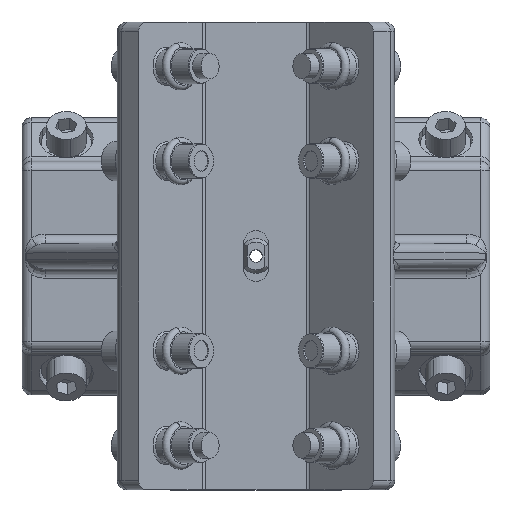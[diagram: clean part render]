
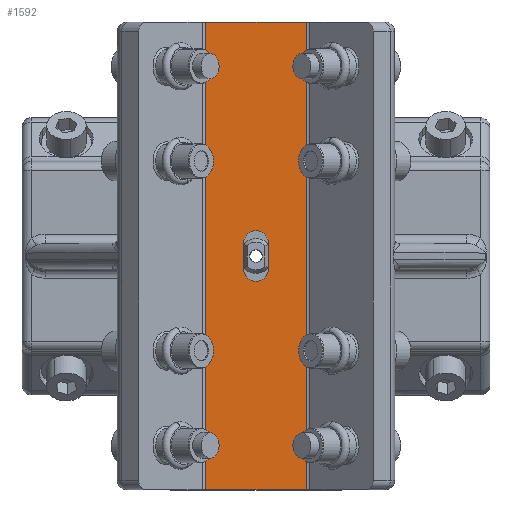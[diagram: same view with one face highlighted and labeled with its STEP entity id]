
A CAD part, top view. The second image highlights one B-rep face of the part: STEP entity #1592.
In plain terms, the highlighted planar face has unit normal (0, 0, 1).
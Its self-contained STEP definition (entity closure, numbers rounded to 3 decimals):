
#938=CARTESIAN_POINT('Vertex',(-15.947,74.,80.)) ;
#941=CARTESIAN_POINT('Line Origine',(0.,74.,80.)) ;
#945=CARTESIAN_POINT('Vertex',(15.947,74.,80.)) ;
#1058=CARTESIAN_POINT('Vertex',(-15.947,-74.,80.)) ;
#1061=CARTESIAN_POINT('Line Origine',(-15.947,0.,80.)) ;
#1166=CARTESIAN_POINT('Vertex',(15.947,-74.,80.)) ;
#1169=CARTESIAN_POINT('Line Origine',(0.,-74.,80.)) ;
#1510=CARTESIAN_POINT('Axis2P3D Location',(15.947,0.,80.)) ;
#1515=CARTESIAN_POINT('Line Origine',(15.947,0.,80.)) ;
#1526=CARTESIAN_POINT('Axis2P3D Location',(0.,-4.,80.)) ;
#1530=CARTESIAN_POINT('Vertex',(-4.,-4.,80.)) ;
#1532=CARTESIAN_POINT('Vertex',(4.,-4.,80.)) ;
#1535=CARTESIAN_POINT('Line Origine',(-4.,-3.887,80.)) ;
#1539=CARTESIAN_POINT('Vertex',(-4.,-3.775,80.)) ;
#1542=CARTESIAN_POINT('Line Origine',(-4.,0.,80.)) ;
#1546=CARTESIAN_POINT('Vertex',(-4.,3.775,80.)) ;
#1549=CARTESIAN_POINT('Line Origine',(-4.,3.887,80.)) ;
#1553=CARTESIAN_POINT('Vertex',(-4.,4.,80.)) ;
#1556=CARTESIAN_POINT('Axis2P3D Location',(0.,4.,80.)) ;
#1560=CARTESIAN_POINT('Vertex',(4.,4.,80.)) ;
#1563=CARTESIAN_POINT('Line Origine',(4.,3.887,80.)) ;
#1567=CARTESIAN_POINT('Vertex',(4.,3.775,80.)) ;
#1570=CARTESIAN_POINT('Line Origine',(4.,0.,80.)) ;
#1574=CARTESIAN_POINT('Vertex',(4.,-3.775,80.)) ;
#1577=CARTESIAN_POINT('Line Origine',(4.,-3.887,80.)) ;
#942=DIRECTION('Vector Direction',(-1.,0.,0.)) ;
#1062=DIRECTION('Vector Direction',(0.,1.,0.)) ;
#1170=DIRECTION('Vector Direction',(-1.,0.,0.)) ;
#1511=DIRECTION('Axis2P3D Direction',(0.,0.,-1.)) ;
#1512=DIRECTION('Axis2P3D XDirection',(-1.,0.,0.)) ;
#1516=DIRECTION('Vector Direction',(0.,1.,0.)) ;
#1527=DIRECTION('Axis2P3D Direction',(0.,0.,-1.)) ;
#1536=DIRECTION('Vector Direction',(0.,1.,0.)) ;
#1543=DIRECTION('Vector Direction',(0.,1.,0.)) ;
#1550=DIRECTION('Vector Direction',(0.,1.,0.)) ;
#1557=DIRECTION('Axis2P3D Direction',(0.,0.,-1.)) ;
#1564=DIRECTION('Vector Direction',(0.,-1.,0.)) ;
#1571=DIRECTION('Vector Direction',(0.,-1.,0.)) ;
#1578=DIRECTION('Vector Direction',(0.,-1.,0.)) ;
#1513=AXIS2_PLACEMENT_3D('Plane Axis2P3D',#1510,#1511,#1512) ;
#1528=AXIS2_PLACEMENT_3D('Circle Axis2P3D',#1526,#1527,$) ;
#1558=AXIS2_PLACEMENT_3D('Circle Axis2P3D',#1556,#1557,$) ;
#1521=ORIENTED_EDGE('',*,*,#1065,.F.) ;
#1522=ORIENTED_EDGE('',*,*,#1173,.T.) ;
#1523=ORIENTED_EDGE('',*,*,#1519,.T.) ;
#1524=ORIENTED_EDGE('',*,*,#947,.F.) ;
#1583=ORIENTED_EDGE('',*,*,#1534,.F.) ;
#1584=ORIENTED_EDGE('',*,*,#1541,.F.) ;
#1585=ORIENTED_EDGE('',*,*,#1548,.F.) ;
#1586=ORIENTED_EDGE('',*,*,#1555,.F.) ;
#1587=ORIENTED_EDGE('',*,*,#1562,.F.) ;
#1588=ORIENTED_EDGE('',*,*,#1569,.F.) ;
#1589=ORIENTED_EDGE('',*,*,#1576,.F.) ;
#1590=ORIENTED_EDGE('',*,*,#1581,.F.) ;
#1591=FACE_BOUND('',#1582,.T.) ;
#943=VECTOR('Line Direction',#942,1.) ;
#1063=VECTOR('Line Direction',#1062,1.) ;
#1171=VECTOR('Line Direction',#1170,1.) ;
#1517=VECTOR('Line Direction',#1516,1.) ;
#1537=VECTOR('Line Direction',#1536,1.) ;
#1544=VECTOR('Line Direction',#1543,1.) ;
#1551=VECTOR('Line Direction',#1550,1.) ;
#1565=VECTOR('Line Direction',#1564,1.) ;
#1572=VECTOR('Line Direction',#1571,1.) ;
#1579=VECTOR('Line Direction',#1578,1.) ;
#1592=ADVANCED_FACE('PartBody',(#1525,#1591),#1514,.F.) ;
#1529=CIRCLE('generated circle',#1528,4.) ;
#1559=CIRCLE('generated circle',#1558,4.) ;
#947=EDGE_CURVE('',#939,#946,#944,.F.) ;
#1065=EDGE_CURVE('',#1059,#939,#1064,.T.) ;
#1173=EDGE_CURVE('',#1059,#1167,#1172,.F.) ;
#1519=EDGE_CURVE('',#1167,#946,#1518,.T.) ;
#1534=EDGE_CURVE('',#1531,#1533,#1529,.F.) ;
#1541=EDGE_CURVE('',#1540,#1531,#1538,.F.) ;
#1548=EDGE_CURVE('',#1547,#1540,#1545,.F.) ;
#1555=EDGE_CURVE('',#1554,#1547,#1552,.F.) ;
#1562=EDGE_CURVE('',#1561,#1554,#1559,.F.) ;
#1569=EDGE_CURVE('',#1568,#1561,#1566,.F.) ;
#1576=EDGE_CURVE('',#1575,#1568,#1573,.F.) ;
#1581=EDGE_CURVE('',#1533,#1575,#1580,.F.) ;
#1520=EDGE_LOOP('',(#1521,#1522,#1523,#1524)) ;
#1582=EDGE_LOOP('',(#1583,#1584,#1585,#1586,#1587,#1588,#1589,#1590)) ;
#1525=FACE_OUTER_BOUND('',#1520,.T.) ;
#944=LINE('Line',#941,#943) ;
#1064=LINE('Line',#1061,#1063) ;
#1172=LINE('Line',#1169,#1171) ;
#1518=LINE('Line',#1515,#1517) ;
#1538=LINE('Line',#1535,#1537) ;
#1545=LINE('Line',#1542,#1544) ;
#1552=LINE('Line',#1549,#1551) ;
#1566=LINE('Line',#1563,#1565) ;
#1573=LINE('Line',#1570,#1572) ;
#1580=LINE('Line',#1577,#1579) ;
#1514=PLANE('',#1513) ;
#939=VERTEX_POINT('',#938) ;
#946=VERTEX_POINT('',#945) ;
#1059=VERTEX_POINT('',#1058) ;
#1167=VERTEX_POINT('',#1166) ;
#1531=VERTEX_POINT('',#1530) ;
#1533=VERTEX_POINT('',#1532) ;
#1540=VERTEX_POINT('',#1539) ;
#1547=VERTEX_POINT('',#1546) ;
#1554=VERTEX_POINT('',#1553) ;
#1561=VERTEX_POINT('',#1560) ;
#1568=VERTEX_POINT('',#1567) ;
#1575=VERTEX_POINT('',#1574) ;
